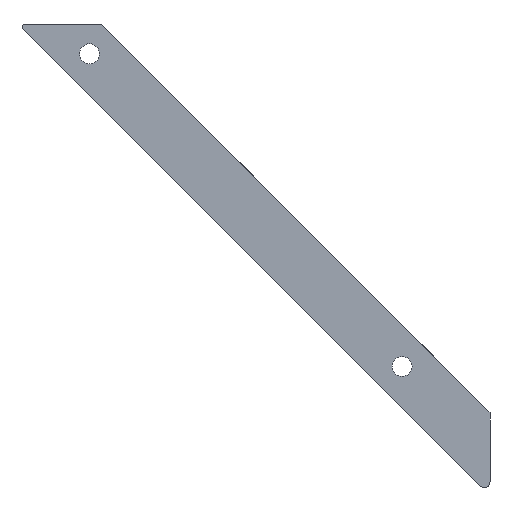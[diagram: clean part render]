
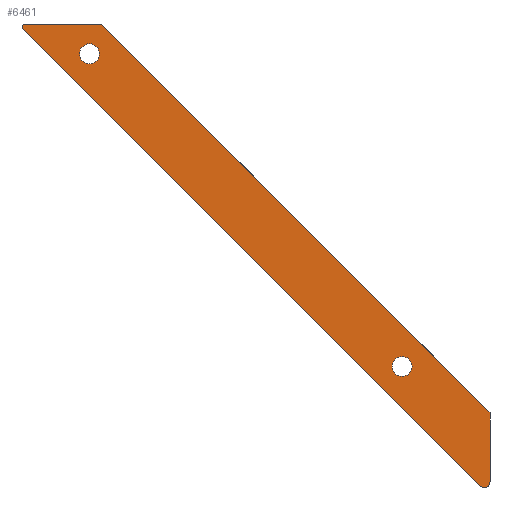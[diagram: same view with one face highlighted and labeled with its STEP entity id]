
A CAD part, front view. The second image highlights one B-rep face of the part: STEP entity #6461.
In plain terms, the highlighted planar face has unit normal (0, -1, 0).
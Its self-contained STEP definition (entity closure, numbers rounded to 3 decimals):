
#21=FACE_BOUND('',#442,.T.);
#22=FACE_BOUND('',#443,.T.);
#125=FACE_OUTER_BOUND('',#441,.T.);
#441=EDGE_LOOP('',(#4279,#4280,#4281,#4282,#4283,#4284));
#442=EDGE_LOOP('',(#4285));
#443=EDGE_LOOP('',(#4286));
#861=LINE('',#8707,#1785);
#862=LINE('',#8711,#1786);
#863=LINE('',#8713,#1787);
#864=LINE('',#8714,#1788);
#1785=VECTOR('',#7125,110.353);
#1786=VECTOR('',#7128,11.728);
#1787=VECTOR('',#7129,93.733);
#1788=VECTOR('',#7130,13.176);
#2709=CIRCLE('',#6792,0.4);
#2710=CIRCLE('',#6793,1.);
#2711=CIRCLE('',#6794,1.7);
#2712=CIRCLE('',#6795,1.7);
#2721=VERTEX_POINT('',#8703);
#2722=VERTEX_POINT('',#8704);
#2723=VERTEX_POINT('',#8706);
#2724=VERTEX_POINT('',#8708);
#2725=VERTEX_POINT('',#8710);
#2726=VERTEX_POINT('',#8712);
#2727=VERTEX_POINT('',#8715);
#2728=VERTEX_POINT('',#8717);
#3343=EDGE_CURVE('',#2721,#2722,#2709,.T.);
#3344=EDGE_CURVE('',#2721,#2723,#861,.T.);
#3345=EDGE_CURVE('',#2724,#2723,#2710,.T.);
#3346=EDGE_CURVE('',#2724,#2725,#862,.T.);
#3347=EDGE_CURVE('',#2725,#2726,#863,.T.);
#3348=EDGE_CURVE('',#2726,#2722,#864,.T.);
#3349=EDGE_CURVE('',#2727,#2727,#2711,.T.);
#3350=EDGE_CURVE('',#2728,#2728,#2712,.T.);
#4279=ORIENTED_EDGE('',*,*,#3343,.F.);
#4280=ORIENTED_EDGE('',*,*,#3344,.T.);
#4281=ORIENTED_EDGE('',*,*,#3345,.F.);
#4282=ORIENTED_EDGE('',*,*,#3346,.T.);
#4283=ORIENTED_EDGE('',*,*,#3347,.T.);
#4284=ORIENTED_EDGE('',*,*,#3348,.T.);
#4285=ORIENTED_EDGE('',*,*,#3349,.F.);
#4286=ORIENTED_EDGE('',*,*,#3350,.F.);
#6151=PLANE('',#6791);
#6461=ADVANCED_FACE('',(#125,#21,#22),#6151,.T.);
#6791=AXIS2_PLACEMENT_3D('',#8702,#7121,#7122);
#6792=AXIS2_PLACEMENT_3D('',#8705,#7123,#7124);
#6793=AXIS2_PLACEMENT_3D('',#8709,#7126,#7127);
#6794=AXIS2_PLACEMENT_3D('',#8716,#7131,#7132);
#6795=AXIS2_PLACEMENT_3D('',#8718,#7133,#7134);
#7121=DIRECTION('center_axis',(0.,-1.,0.));
#7122=DIRECTION('ref_axis',(1.,0.,0.));
#7123=DIRECTION('center_axis',(0.,1.,0.));
#7124=DIRECTION('ref_axis',(-0.707,0.,-0.707));
#7125=DIRECTION('',(0.707,0.,-0.707));
#7126=DIRECTION('center_axis',(0.,1.,0.));
#7127=DIRECTION('ref_axis',(1.,0.,0.));
#7128=DIRECTION('',(0.,0.,1.));
#7129=DIRECTION('',(-0.707,0.,0.707));
#7130=DIRECTION('',(-1.,0.,0.));
#7131=DIRECTION('center_axis',(0.,-1.,0.));
#7132=DIRECTION('ref_axis',(0.,0.,-1.));
#7133=DIRECTION('center_axis',(0.,-1.,0.));
#7134=DIRECTION('ref_axis',(0.,0.,-1.));
#8702=CARTESIAN_POINT('Origin',(0.,-11.,0.));
#8703=CARTESIAN_POINT('',(-103.739,-11.,-37.683));
#8704=CARTESIAN_POINT('',(-103.456,-11.,-37.));
#8705=CARTESIAN_POINT('Origin',(-103.456,-11.,-37.4));
#8706=CARTESIAN_POINT('',(-25.707,-11.,-115.714));
#8707=CARTESIAN_POINT('',(-103.739,-11.,-37.683));
#8708=CARTESIAN_POINT('',(-24.,-11.,-115.007));
#8709=CARTESIAN_POINT('Origin',(-25.,-11.,-115.007));
#8710=CARTESIAN_POINT('',(-24.,-11.,-103.279));
#8711=CARTESIAN_POINT('',(-24.,-11.,-115.007));
#8712=CARTESIAN_POINT('',(-90.279,-11.,-37.));
#8713=CARTESIAN_POINT('',(-24.,-11.,-103.279));
#8714=CARTESIAN_POINT('',(-90.279,-11.,-37.));
#8715=CARTESIAN_POINT('',(-92.35,-11.,-40.3));
#8716=CARTESIAN_POINT('Origin',(-92.35,-11.,-42.));
#8717=CARTESIAN_POINT('',(-39.,-11.,-93.65));
#8718=CARTESIAN_POINT('Origin',(-39.,-11.,-95.35));
